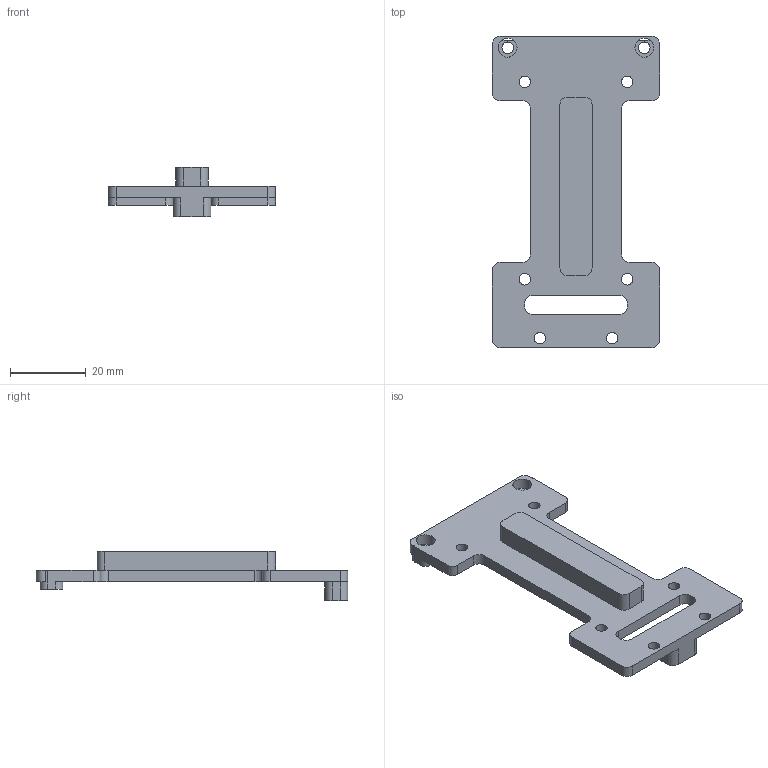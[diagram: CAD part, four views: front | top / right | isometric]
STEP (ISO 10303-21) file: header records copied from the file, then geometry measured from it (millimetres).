
FILE_DESCRIPTION(/* description */ ('Unknown'),/* implementation_level */ '2;1');
FILE_NAME(/* name */ 'Adapterplatte_Akrapovic',/* time_stamp */ '2025-07-07T12:41:00+02:00',/* author */ ('Unknown'),/* organization */ ('Unknown'),/* preprocessor_version */ 'ST-DEVELOPER v18.102',/* originating_system */ 'Solid Edge',/* authorisation */ 'Unknown');
FILE_SCHEMA (('AUTOMOTIVE_DESIGN {1 0 10303 214 3 1 1}'));
Length unit declared in the file: millimetre
Products named in the file (1): Adapterplatte_Akrapovic
Bounding box: 44 x 82 x 13 mm (x, y, z)
Volume: 10236.1 mm3; surface area: 7305.8 mm2
Topology: 1 solids, 1 shells, 79 faces, 234 edges, 156 vertices
Faces by surface type: cylinder 42, plane 37
Full cylindrical faces by diameter (mm): 3 x8, 5 x2
Entity records: 2646 total; most frequent: DIRECTION 466, CARTESIAN_POINT 448, ORIENTED_EDGE 436, EDGE_CURVE 218, AXIS2_PLACEMENT_3D 168, VERTEX_POINT 150, LINE 130, VECTOR 130
